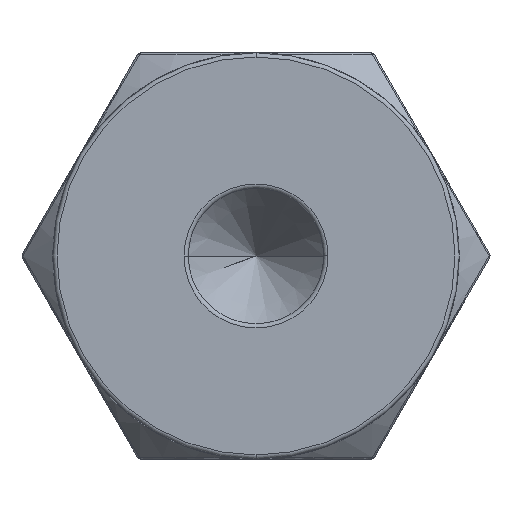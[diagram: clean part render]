
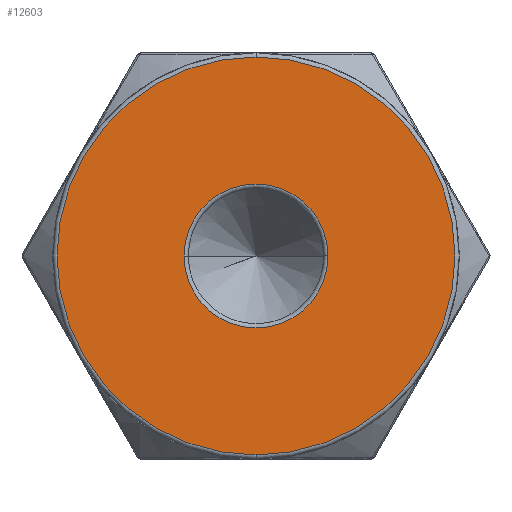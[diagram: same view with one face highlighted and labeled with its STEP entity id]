
A CAD part, left-side view. The second image highlights one B-rep face of the part: STEP entity #12603.
In plain terms, the highlighted face is planar.
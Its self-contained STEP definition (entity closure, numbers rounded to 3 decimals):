
#9453=CARTESIAN_POINT('',(0.,0.,0.));
#9454=DIRECTION('',(-1.,0.,0.));
#9455=DIRECTION('',(0.,1.,0.));
#9456=AXIS2_PLACEMENT_3D('',#9453,#9454,#9455);
#9458=CARTESIAN_POINT('',(0.,0.,0.));
#9459=DIRECTION('',(-1.,0.,0.));
#9460=DIRECTION('',(0.,-1.,0.));
#9461=AXIS2_PLACEMENT_3D('',#9458,#9459,#9460);
#9463=CARTESIAN_POINT('',(0.,0.,0.));
#9464=DIRECTION('',(1.,0.,0.));
#9465=DIRECTION('',(0.,0.,1.));
#9466=AXIS2_PLACEMENT_3D('',#9463,#9464,#9465);
#9468=CARTESIAN_POINT('',(0.,0.,0.));
#9469=DIRECTION('',(1.,0.,0.));
#9470=DIRECTION('',(0.,0.,-1.));
#9471=AXIS2_PLACEMENT_3D('',#9468,#9469,#9470);
#12416=CARTESIAN_POINT('',(0.,2.125,0.));
#12417=CARTESIAN_POINT('',(0.,-2.125,0.));
#12418=VERTEX_POINT('',#12416);
#12419=VERTEX_POINT('',#12417);
#12447=CARTESIAN_POINT('',(0.,0.,5.875));
#12448=CARTESIAN_POINT('',(0.,0.,-5.875));
#12449=VERTEX_POINT('',#12447);
#12450=VERTEX_POINT('',#12448);
#12586=CARTESIAN_POINT('',(0.,0.,0.));
#12587=DIRECTION('',(1.,0.,0.));
#12588=DIRECTION('',(0.,-1.,0.));
#12589=AXIS2_PLACEMENT_3D('',#12586,#12587,#12588);
#12590=PLANE('',#12589);
#12592=ORIENTED_EDGE('',*,*,#12591,.F.);
#12594=ORIENTED_EDGE('',*,*,#12593,.F.);
#12595=EDGE_LOOP('',(#12592,#12594));
#12596=FACE_OUTER_BOUND('',#12595,.F.);
#12598=ORIENTED_EDGE('',*,*,#12597,.F.);
#12600=ORIENTED_EDGE('',*,*,#12599,.F.);
#12601=EDGE_LOOP('',(#12598,#12600));
#12602=FACE_BOUND('',#12601,.F.);
#9457=CIRCLE('',#9456,2.125);
#9462=CIRCLE('',#9461,2.125);
#9467=CIRCLE('',#9466,5.875);
#9472=CIRCLE('',#9471,5.875);
#12591=EDGE_CURVE('',#12449,#12450,#9467,.T.);
#12593=EDGE_CURVE('',#12450,#12449,#9472,.T.);
#12597=EDGE_CURVE('',#12418,#12419,#9457,.T.);
#12599=EDGE_CURVE('',#12419,#12418,#9462,.T.);
#12603=ADVANCED_FACE('',(#12596,#12602),#12590,.T.);
